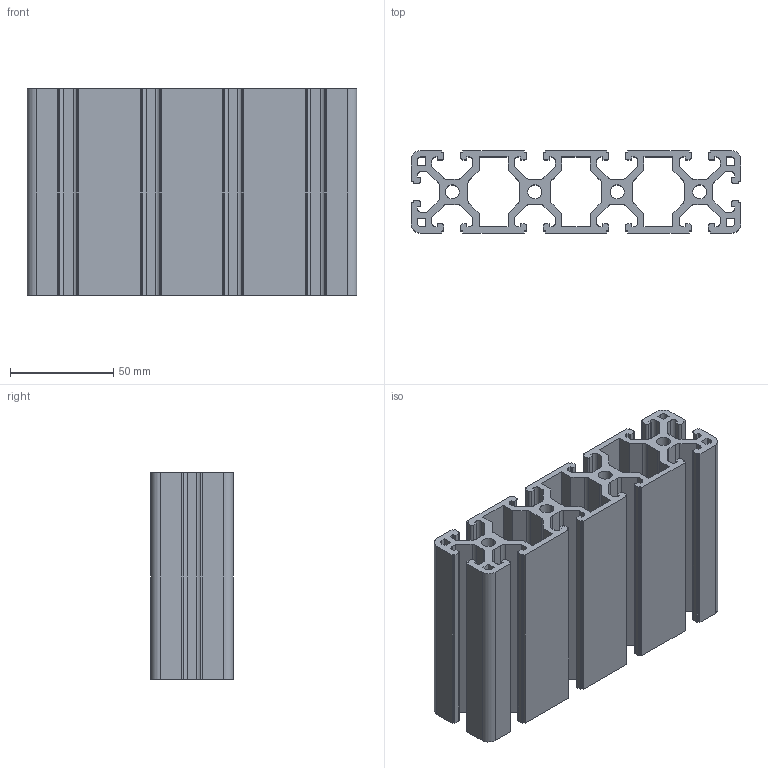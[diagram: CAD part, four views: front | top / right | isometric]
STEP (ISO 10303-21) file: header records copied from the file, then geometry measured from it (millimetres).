
FILE_DESCRIPTION (( 'STEP AP203' ), '1' );
FILE_NAME ('JL-8-40160E.STEP', '2019-07-24T02:40:10', ( 'User' ), ( 'China' ), 'SwSTEP 2.0', 'SolidWorks 2015', '' );
FILE_SCHEMA (( 'CONFIG_CONTROL_DESIGN' ));
Length unit declared in the file: millimetre
Products named in the file (1): JL-8-40160E
Bounding box: 160.01 x 40 x 100 mm (x, y, z)
Volume: 230268.3 mm3; surface area: 136600 mm2
Topology: 1 solids, 1 shells, 538 faces, 1581 edges, 1054 vertices
Faces by surface type: plane 364, cylinder 146, bspline 28
Entity records: 18824 total; most frequent: CARTESIAN_POINT 4282, ORIENTED_EDGE 3162, DIRECTION 2833, EDGE_CURVE 1581, VECTOR 1239, LINE 1239, VERTEX_POINT 1054, AXIS2_PLACEMENT_3D 797
